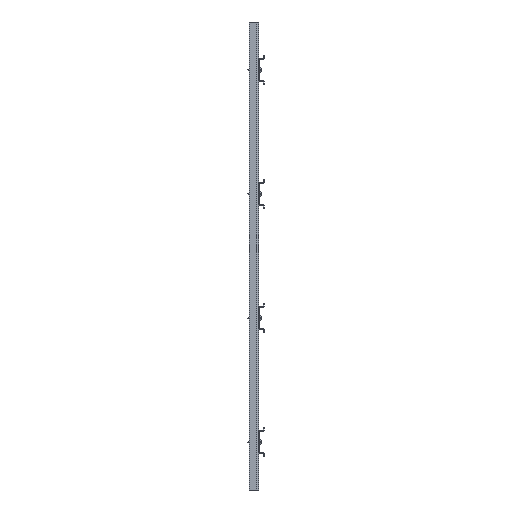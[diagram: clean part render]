
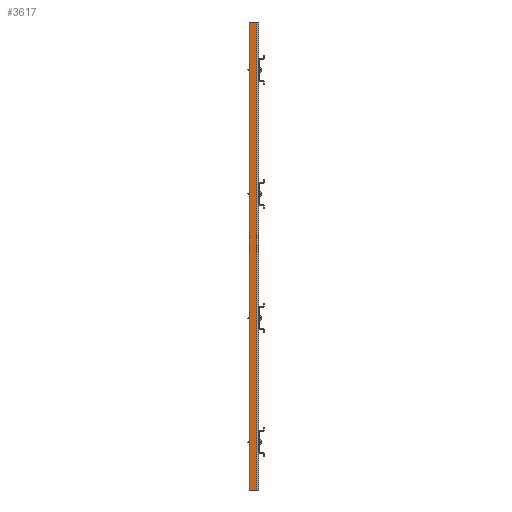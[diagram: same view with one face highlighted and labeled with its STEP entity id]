
A CAD part, left-side view. The second image highlights one B-rep face of the part: STEP entity #3617.
In plain terms, the highlighted planar face has unit normal (-1, 0, 0).
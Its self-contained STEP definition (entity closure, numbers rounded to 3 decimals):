
#240 = ORIENTED_EDGE ( 'NONE', *, *, #1311, .F. ) ;
#399 = VERTEX_POINT ( 'NONE', #4574 ) ;
#468 = DIRECTION ( 'NONE',  ( 0., 0., 1. ) ) ;
#867 = ORIENTED_EDGE ( 'NONE', *, *, #2519, .F. ) ;
#1018 = CARTESIAN_POINT ( 'NONE',  ( 0., 0., 566. ) ) ;
#1147 = VERTEX_POINT ( 'NONE', #3031 ) ;
#1170 = LINE ( 'NONE', #3826, #1378 ) ;
#1210 = VERTEX_POINT ( 'NONE', #2539 ) ;
#1260 = DIRECTION ( 'NONE',  ( 0., 0., -1. ) ) ;
#1311 = EDGE_CURVE ( 'NONE', #1147, #399, #1170, .T. ) ;
#1378 = VECTOR ( 'NONE', #1794, 1000. ) ;
#1433 = PLANE ( 'NONE',  #4076 ) ;
#1794 = DIRECTION ( 'NONE',  ( 0., 1., 0. ) ) ;
#1849 = DIRECTION ( 'NONE',  ( -1., 0., 0. ) ) ;
#2081 = EDGE_CURVE ( 'NONE', #1210, #3598, #3062, .T. ) ;
#2483 = ORIENTED_EDGE ( 'NONE', *, *, #6482, .T. ) ;
#2519 = EDGE_CURVE ( 'NONE', #1210, #1147, #6058, .T. ) ;
#2539 = CARTESIAN_POINT ( 'NONE',  ( 0., 2.5, 566. ) ) ;
#2799 = CARTESIAN_POINT ( 'NONE',  ( 0., 11.5, 566. ) ) ;
#2837 = LINE ( 'NONE', #3816, #3474 ) ;
#3006 = FACE_OUTER_BOUND ( 'NONE', #5047, .T. ) ;
#3031 = CARTESIAN_POINT ( 'NONE',  ( 0., 2.5, 0. ) ) ;
#3062 = LINE ( 'NONE', #1018, #5683 ) ;
#3167 = DIRECTION ( 'NONE',  ( 0., 1., 0. ) ) ;
#3474 = VECTOR ( 'NONE', #1260, 1000. ) ;
#3598 = VERTEX_POINT ( 'NONE', #2799 ) ;
#3617 = ADVANCED_FACE ( 'NONE', ( #3006 ), #1433, .T. ) ;
#3816 = CARTESIAN_POINT ( 'NONE',  ( 0., 11.5, 566. ) ) ;
#3826 = CARTESIAN_POINT ( 'NONE',  ( 0., 0., 0. ) ) ;
#4076 = AXIS2_PLACEMENT_3D ( 'NONE', #6637, #1849, #468 ) ;
#4574 = CARTESIAN_POINT ( 'NONE',  ( 0., 11.5, 0. ) ) ;
#5047 = EDGE_LOOP ( 'NONE', ( #240, #867, #6579, #2483 ) ) ;
#5057 = DIRECTION ( 'NONE',  ( 0., 0., -1. ) ) ;
#5683 = VECTOR ( 'NONE', #3167, 1000. ) ;
#5704 = VECTOR ( 'NONE', #5057, 1000. ) ;
#6058 = LINE ( 'NONE', #6640, #5704 ) ;
#6482 = EDGE_CURVE ( 'NONE', #3598, #399, #2837, .T. ) ;
#6579 = ORIENTED_EDGE ( 'NONE', *, *, #2081, .T. ) ;
#6637 = CARTESIAN_POINT ( 'NONE',  ( 0., 0., 566. ) ) ;
#6640 = CARTESIAN_POINT ( 'NONE',  ( 0., 2.5, 566. ) ) ;
